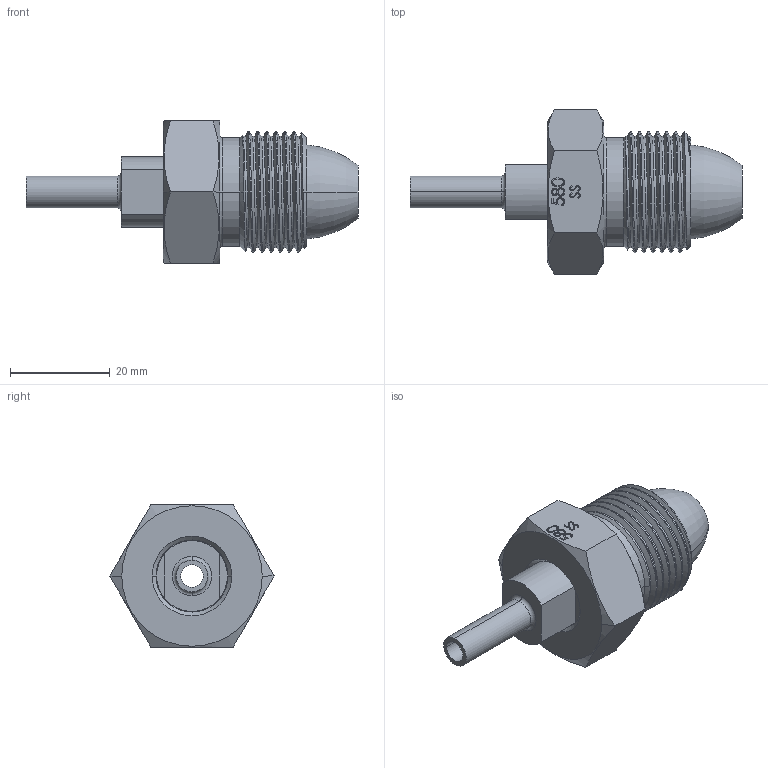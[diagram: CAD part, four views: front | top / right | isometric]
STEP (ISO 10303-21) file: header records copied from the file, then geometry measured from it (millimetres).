
FILE_DESCRIPTION (( 'STEP AP203' ), '1' );
FILE_NAME ('INL-580SS-4TS-P.STEP', '2024-11-20T14:17:28', ( '' ), ( '' ), 'SwSTEP 2.0', 'SolidWorks 2018', '' );
FILE_SCHEMA (( 'CONFIG_CONTROL_DESIGN' ));
Length unit declared in the file: inch
Products named in the file (3): PRT-002542; INL-580SS-4TS-P; PRT-001199
Assembly tree (2 placements, depth 2):
  INL-580SS-4TS-P
    PRT-002542
    PRT-001199
Bounding box: 66.67 x 33 x 28.57 mm (x, y, z)
Volume: 17699.3 mm3; surface area: 9100.5 mm2
Topology: 2 solids, 2 shells, 154 faces, 393 edges, 254 vertices
Faces by surface type: bspline 67, plane 35, cylinder 24, cone 18, torus 10
Entity records: 10292 total; most frequent: CARTESIAN_POINT 6782, ORIENTED_EDGE 786, DIRECTION 461, EDGE_CURVE 393, VERTEX_POINT 254, EDGE_LOOP 169, AXIS2_PLACEMENT_3D 156, FACE_OUTER_BOUND 154
